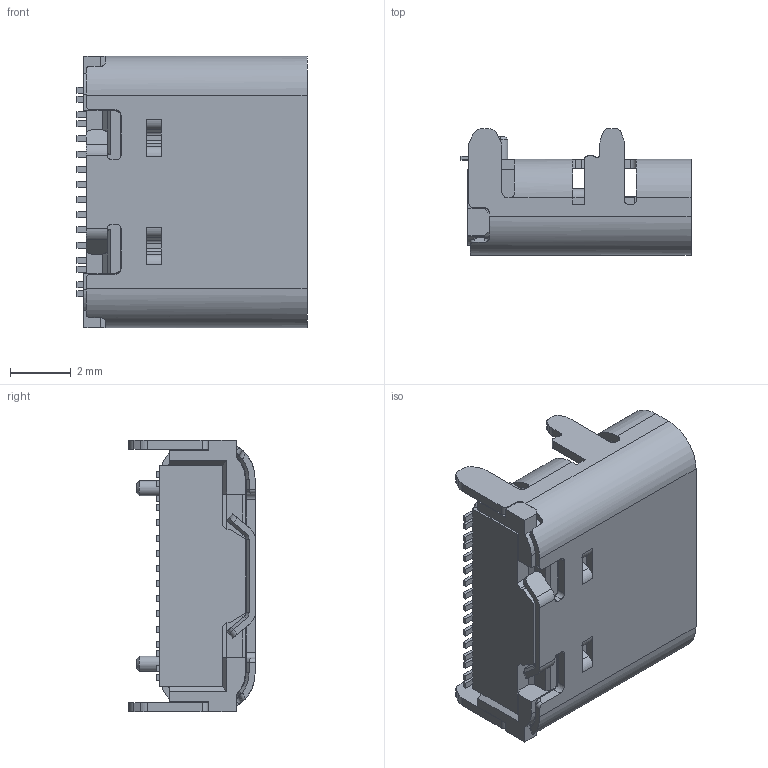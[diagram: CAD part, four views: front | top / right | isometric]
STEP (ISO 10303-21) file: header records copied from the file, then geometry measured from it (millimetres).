
FILE_DESCRIPTION (( 'STEP AP214' ), '1' );
FILE_NAME ('918-413K2023S4001.STEP', '2022-04-08T16:08:35', ( '' ), ( '' ), 'SwSTEP 2.0', 'SolidWorks 2020', '' );
FILE_SCHEMA (( 'AUTOMOTIVE_DESIGN' ));
Length unit declared in the file: millimetre
Products named in the file (4): 3D-1110.stp; PCB_ASM.stp; 918-413K2023S4001; P1_1.stp
Assembly tree (3 placements, depth 4):
  918-413K2023S4001
    3D-1110.stp
      PCB_ASM.stp
        P1_1.stp
Bounding box: 7.58 x 4.16 x 8.94 mm (x, y, z)
Volume: 108 mm3; surface area: 614.6 mm2
Topology: 1 solids, 1 shells, 1489 faces, 4656 edges, 3002 vertices
Faces by surface type: plane 1167, cylinder 296, cone 20, bspline 6
Entity records: 52036 total; most frequent: CARTESIAN_POINT 10349, ORIENTED_EDGE 9310, DIRECTION 8001, EDGE_CURVE 4655, VECTOR 3875, LINE 3875, VERTEX_POINT 3002, AXIS2_PLACEMENT_3D 2063
